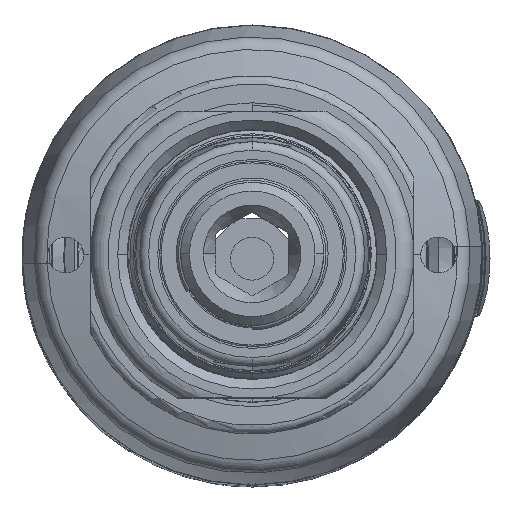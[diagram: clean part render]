
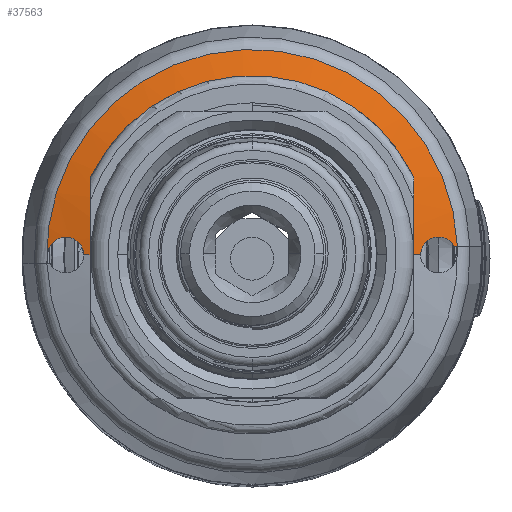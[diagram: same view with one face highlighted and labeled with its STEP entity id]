
A CAD part, top view. The second image highlights one B-rep face of the part: STEP entity #37563.
In plain terms, the highlighted conical face has half-angle 75 degrees and reference radius 16.183 mm.
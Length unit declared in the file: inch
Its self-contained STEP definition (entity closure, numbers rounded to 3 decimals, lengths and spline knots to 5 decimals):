
#37377=CARTESIAN_POINT('',(0.71581,0.03,3.29501));
#37379=CARTESIAN_POINT('',(0.,0.,3.29501));
#37380=DIRECTION('',(0.,0.,1.));
#37381=DIRECTION('',(0.999,0.042,0.));
#37382=AXIS2_PLACEMENT_3D('',#37379,#37380,#37381);
#37384=CARTESIAN_POINT('',(-0.71581,-0.03,3.29501));
#37396=CARTESIAN_POINT('',(-0.7125,0.,3.29607));
#37397=CARTESIAN_POINT('',(-0.71259,-0.005,
3.29604));
#37398=CARTESIAN_POINT('',(-0.71276,-0.015,
3.29597));
#37399=CARTESIAN_POINT('',(-0.71294,-0.025,
3.29584));
#37400=CARTESIAN_POINT('',(-0.71302,-0.03,3.29576));
#37402=CARTESIAN_POINT('',(-0.71302,-0.03,3.29576));
#37403=CARTESIAN_POINT('',(-0.71349,-0.03,3.29563));
#37404=CARTESIAN_POINT('',(-0.71442,-0.03,3.29538));
#37405=CARTESIAN_POINT('',(-0.71535,-0.03,3.29513));
#37406=CARTESIAN_POINT('',(-0.71581,-0.03,3.29501));
#37408=CARTESIAN_POINT('',(0.71581,0.03,3.29501));
#37409=CARTESIAN_POINT('',(0.71398,0.03,3.2955));
#37410=CARTESIAN_POINT('',(0.71031,0.03,3.29648));
#37411=CARTESIAN_POINT('',(0.70666,0.03,3.29746));
#37412=CARTESIAN_POINT('',(0.70483,0.03,3.29795));
#37414=CARTESIAN_POINT('',(0.70483,0.03,3.29795));
#37415=CARTESIAN_POINT('',(0.70242,0.0344,
3.29854));
#37416=CARTESIAN_POINT('',(0.6967,0.0424,
3.29996));
#37417=CARTESIAN_POINT('',(0.68537,0.05226,
3.30281));
#37418=CARTESIAN_POINT('',(0.67191,0.05919,
3.30625));
#37419=CARTESIAN_POINT('',(0.65703,0.06273,
3.31013));
#37420=CARTESIAN_POINT('',(0.64169,0.06258,
3.31422));
#37421=CARTESIAN_POINT('',(0.62678,0.0587,
3.3183));
#37422=CARTESIAN_POINT('',(0.61331,0.05136,
3.32207));
#37423=CARTESIAN_POINT('',(0.60212,0.0411,
3.32528));
#37424=CARTESIAN_POINT('',(0.59374,0.02857,
3.32772));
#37425=CARTESIAN_POINT('',(0.58864,0.01456,
3.32922));
#37426=CARTESIAN_POINT('',(0.5875,0.00497,3.32956));
#37427=CARTESIAN_POINT('',(0.5875,0.,3.32956));
#37429=DIRECTION('',(-0.966,0.,0.259));
#37430=VECTOR('',#37429,0.03074);
#37431=CARTESIAN_POINT('',(0.5875,0.,3.32956));
#37432=LINE('',#37431,#37430);
#37433=CARTESIAN_POINT('',(0.55781,0.,3.33752));
#37434=CARTESIAN_POINT('',(0.5589,0.03342,
3.33722));
#37435=CARTESIAN_POINT('',(0.55513,0.10305,
3.33662));
#37436=CARTESIAN_POINT('',(0.52789,0.21099,
3.33567));
#37437=CARTESIAN_POINT('',(0.47718,0.31566,
3.33476));
#37438=CARTESIAN_POINT('',(0.40405,0.40949,
3.33394));
#37439=CARTESIAN_POINT('',(0.32793,0.47297,
3.33339));
#37440=CARTESIAN_POINT('',(0.26125,0.51276,
3.33304));
#37441=CARTESIAN_POINT('',(0.20929,0.53687,
3.33283));
#37442=CARTESIAN_POINT('',(0.15632,0.55519,
3.33267));
#37443=CARTESIAN_POINT('',(0.1032,0.56783,
3.33256));
#37444=CARTESIAN_POINT('',(0.05952,0.57387,
3.33251));
#37445=CARTESIAN_POINT('',(0.0252,0.57621,
3.33249));
#37446=CARTESIAN_POINT('',(0.,0.57677,3.33248));
#37447=CARTESIAN_POINT('',(-0.0252,0.57621,
3.33249));
#37448=CARTESIAN_POINT('',(-0.05952,0.57387,
3.33251));
#37449=CARTESIAN_POINT('',(-0.1032,0.56783,
3.33256));
#37450=CARTESIAN_POINT('',(-0.15632,0.55519,
3.33267));
#37451=CARTESIAN_POINT('',(-0.20929,0.53687,
3.33283));
#37452=CARTESIAN_POINT('',(-0.26125,0.51276,
3.33304));
#37453=CARTESIAN_POINT('',(-0.32793,0.47297,
3.33339));
#37454=CARTESIAN_POINT('',(-0.40405,0.40949,
3.33394));
#37455=CARTESIAN_POINT('',(-0.47718,0.31566,
3.33476));
#37456=CARTESIAN_POINT('',(-0.52789,0.21099,
3.33567));
#37457=CARTESIAN_POINT('',(-0.55513,0.10305,
3.33662));
#37458=CARTESIAN_POINT('',(-0.5589,0.03342,
3.33722));
#37459=CARTESIAN_POINT('',(-0.55781,0.,3.33752));
#37461=DIRECTION('',(-0.966,0.,-0.259));
#37462=VECTOR('',#37461,0.03074);
#37463=CARTESIAN_POINT('',(-0.55781,0.,3.33752));
#37464=LINE('',#37463,#37462);
#37465=CARTESIAN_POINT('',(-0.5875,0.,3.32956));
#37466=CARTESIAN_POINT('',(-0.5875,0.00502,3.32956));
#37467=CARTESIAN_POINT('',(-0.58866,0.01467,
3.32921));
#37468=CARTESIAN_POINT('',(-0.5938,0.02868,
3.3277));
#37469=CARTESIAN_POINT('',(-0.60218,0.04116,
3.32526));
#37470=CARTESIAN_POINT('',(-0.61334,0.05137,
3.32207));
#37471=CARTESIAN_POINT('',(-0.62683,0.05872,
3.31829));
#37472=CARTESIAN_POINT('',(-0.64183,0.0626,
3.31419));
#37473=CARTESIAN_POINT('',(-0.65735,0.06271,
3.31004));
#37474=CARTESIAN_POINT('',(-0.67245,0.05901,
3.30611));
#37475=CARTESIAN_POINT('',(-0.68609,0.05179,
3.30263));
#37476=CARTESIAN_POINT('',(-0.69748,0.04158,
3.29977));
#37477=CARTESIAN_POINT('',(-0.70605,0.029,
3.29765));
#37478=CARTESIAN_POINT('',(-0.71132,0.01485,
3.29636));
#37479=CARTESIAN_POINT('',(-0.7125,0.00502,3.29607));
#37480=CARTESIAN_POINT('',(-0.7125,0.,3.29607));
#37482=CARTESIAN_POINT('',(0.55781,0.,3.33752));
#37483=CARTESIAN_POINT('',(0.5875,0.,3.32956));
#37484=VERTEX_POINT('',#37482);
#37485=VERTEX_POINT('',#37483);
#37486=CARTESIAN_POINT('',(-0.55781,0.,3.33752));
#37487=CARTESIAN_POINT('',(-0.5875,0.,3.32956));
#37488=VERTEX_POINT('',#37486);
#37489=VERTEX_POINT('',#37487);
#37493=VERTEX_POINT('',#37384);
#37498=VERTEX_POINT('',#37377);
#37499=VERTEX_POINT('',#37412);
#37500=VERTEX_POINT('',#37396);
#37501=VERTEX_POINT('',#37400);
#37539=CARTESIAN_POINT('',(0.,0.,3.31626));
#37540=DIRECTION('',(0.,0.,-1.));
#37541=DIRECTION('',(-1.,0.,0.));
#37542=AXIS2_PLACEMENT_3D('',#37539,#37540,#37541);
#37543=CONICAL_SURFACE('',#37542,0.63712,75.);
#37545=ORIENTED_EDGE('',*,*,#37544,.T.);
#37547=ORIENTED_EDGE('',*,*,#37546,.T.);
#37548=ORIENTED_EDGE('',*,*,#37531,.F.);
#37550=ORIENTED_EDGE('',*,*,#37549,.T.);
#37552=ORIENTED_EDGE('',*,*,#37551,.T.);
#37554=ORIENTED_EDGE('',*,*,#37553,.T.);
#37556=ORIENTED_EDGE('',*,*,#37555,.T.);
#37558=ORIENTED_EDGE('',*,*,#37557,.T.);
#37560=ORIENTED_EDGE('',*,*,#37559,.T.);
#37561=EDGE_LOOP('',(#37545,#37547,#37548,#37550,#37552,#37554,#37556,#37558,
#37560));
#37562=FACE_OUTER_BOUND('',#37561,.F.);
#37563=ADVANCED_FACE('',(#37562),#37543,.T.);
#37383=CIRCLE('',#37382,0.71644);
#37401=B_SPLINE_CURVE_WITH_KNOTS('',3,(#37396,#37397,#37398,#37399,#37400),
.UNSPECIFIED.,.F.,.F.,(4,1,4),(0.,0.5,1.),.UNSPECIFIED.);
#37407=B_SPLINE_CURVE_WITH_KNOTS('',3,(#37402,#37403,#37404,#37405,#37406),
.UNSPECIFIED.,.F.,.F.,(4,1,4),(0.,0.5,1.),.UNSPECIFIED.);
#37413=B_SPLINE_CURVE_WITH_KNOTS('',3,(#37408,#37409,#37410,#37411,#37412),
.UNSPECIFIED.,.F.,.F.,(4,1,4),(0.,0.5,1.),.UNSPECIFIED.);
#37428=B_SPLINE_CURVE_WITH_KNOTS('',3,(#37414,#37415,#37416,#37417,#37418,
#37419,#37420,#37421,#37422,#37423,#37424,#37425,#37426,#37427),.UNSPECIFIED.,
.F.,.F.,(4,1,1,1,1,1,1,1,1,1,1,4),(0.,0.09091,0.18182,
0.27273,0.36364,0.45455,0.54545,
0.63636,0.72727,0.81818,0.90909,1.),
.UNSPECIFIED.);
#37460=B_SPLINE_CURVE_WITH_KNOTS('',3,(#37433,#37434,#37435,#37436,#37437,
#37438,#37439,#37440,#37441,#37442,#37443,#37444,#37445,#37446,#37447,#37448,
#37449,#37450,#37451,#37452,#37453,#37454,#37455,#37456,#37457,#37458,#37459),
.UNSPECIFIED.,.F.,.F.,(4,1,1,1,1,1,1,1,1,1,1,1,1,1,1,1,1,1,1,1,1,1,1,1,4),(0.,
0.0625,0.125,0.1875,0.25,0.3125,0.34375,0.375,0.40625,0.4375,
0.46875,0.48438,0.5,0.51563,0.53125,0.5625,0.59375,0.625,
0.65625,0.6875,0.75,0.8125,0.875,0.9375,1.),.UNSPECIFIED.);
#37481=B_SPLINE_CURVE_WITH_KNOTS('',3,(#37465,#37466,#37467,#37468,#37469,
#37470,#37471,#37472,#37473,#37474,#37475,#37476,#37477,#37478,#37479,#37480),
.UNSPECIFIED.,.F.,.F.,(4,1,1,1,1,1,1,1,1,1,1,1,1,4),(0.,0.07692,
0.15385,0.23077,0.30769,0.38462,
0.46154,0.53846,0.61538,0.69231,
0.76923,0.84615,0.92308,1.),.UNSPECIFIED.);
#37531=EDGE_CURVE('',#37498,#37493,#37383,.T.);
#37544=EDGE_CURVE('',#37500,#37501,#37401,.T.);
#37546=EDGE_CURVE('',#37501,#37493,#37407,.T.);
#37549=EDGE_CURVE('',#37498,#37499,#37413,.T.);
#37551=EDGE_CURVE('',#37499,#37485,#37428,.T.);
#37553=EDGE_CURVE('',#37485,#37484,#37432,.T.);
#37555=EDGE_CURVE('',#37484,#37488,#37460,.T.);
#37557=EDGE_CURVE('',#37488,#37489,#37464,.T.);
#37559=EDGE_CURVE('',#37489,#37500,#37481,.T.);
